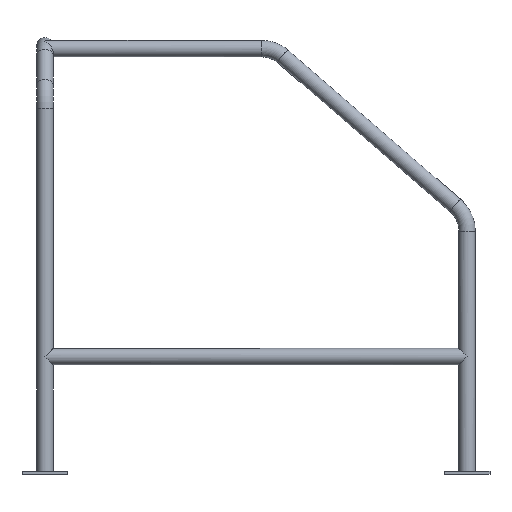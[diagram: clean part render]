
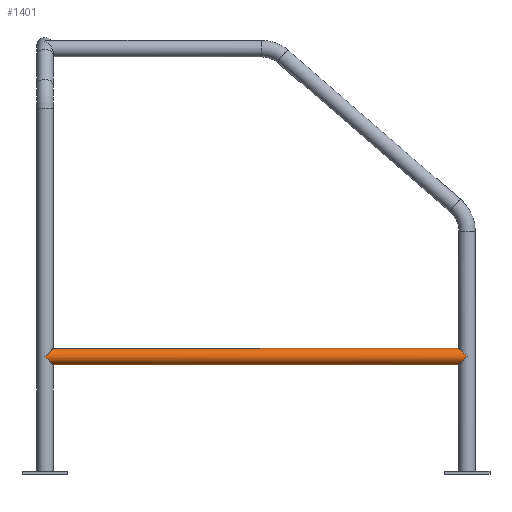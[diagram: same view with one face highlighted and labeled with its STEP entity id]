
A CAD part, left-side view. The second image highlights one B-rep face of the part: STEP entity #1401.
In plain terms, the highlighted cylindrical face has radius 25 mm (diameter 50 mm), a full revolution.
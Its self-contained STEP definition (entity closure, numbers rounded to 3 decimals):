
#76=ELLIPSE('',#1784,35.355,25.);
#77=ELLIPSE('',#1785,35.355,25.);
#78=ELLIPSE('',#1788,35.355,25.);
#79=ELLIPSE('',#1789,35.355,25.);
#80=ELLIPSE('',#1791,35.355,25.);
#81=ELLIPSE('',#1792,35.355,25.);
#169=LINE('',#3100,#217);
#217=VECTOR('',#2197,25.);
#359=CYLINDRICAL_SURFACE('',#1793,25.);
#451=FACE_OUTER_BOUND('',#535,.T.);
#535=EDGE_LOOP('',(#1208,#1209,#1210,#1211,#1212,#1213,#1214,#1215));
#686=VERTEX_POINT('',#2939);
#689=VERTEX_POINT('',#2995);
#690=VERTEX_POINT('',#2997);
#693=VERTEX_POINT('',#3091);
#694=VERTEX_POINT('',#3095);
#695=VERTEX_POINT('',#3096);
#868=EDGE_CURVE('',#690,#689,#76,.T.);
#869=EDGE_CURVE('',#686,#690,#77,.T.);
#874=EDGE_CURVE('',#693,#686,#78,.T.);
#875=EDGE_CURVE('',#689,#693,#79,.T.);
#876=EDGE_CURVE('',#694,#695,#80,.T.);
#877=EDGE_CURVE('',#695,#694,#81,.T.);
#878=EDGE_CURVE('',#694,#693,#169,.T.);
#1208=ORIENTED_EDGE('',*,*,#876,.T.);
#1209=ORIENTED_EDGE('',*,*,#877,.T.);
#1210=ORIENTED_EDGE('',*,*,#878,.T.);
#1211=ORIENTED_EDGE('',*,*,#874,.T.);
#1212=ORIENTED_EDGE('',*,*,#869,.T.);
#1213=ORIENTED_EDGE('',*,*,#868,.T.);
#1214=ORIENTED_EDGE('',*,*,#875,.T.);
#1215=ORIENTED_EDGE('',*,*,#878,.F.);
#1401=ADVANCED_FACE('',(#451),#359,.T.);
#1784=AXIS2_PLACEMENT_3D('',#2998,#2176,#2177);
#1785=AXIS2_PLACEMENT_3D('',#2999,#2178,#2179);
#1788=AXIS2_PLACEMENT_3D('',#3092,#2185,#2186);
#1789=AXIS2_PLACEMENT_3D('',#3093,#2187,#2188);
#1791=AXIS2_PLACEMENT_3D('',#3097,#2191,#2192);
#1792=AXIS2_PLACEMENT_3D('',#3098,#2193,#2194);
#1793=AXIS2_PLACEMENT_3D('',#3099,#2195,#2196);
#2176=DIRECTION('center_axis',(0.,0.707,-0.707));
#2177=DIRECTION('ref_axis',(0.,0.707,0.707));
#2178=DIRECTION('center_axis',(0.,0.707,0.707));
#2179=DIRECTION('ref_axis',(0.,0.707,-0.707));
#2185=DIRECTION('center_axis',(-0.707,0.707,0.));
#2186=DIRECTION('ref_axis',(0.707,0.707,0.));
#2187=DIRECTION('center_axis',(-0.707,0.707,0.));
#2188=DIRECTION('ref_axis',(0.707,0.707,0.));
#2191=DIRECTION('center_axis',(0.,-0.707,
-0.707));
#2192=DIRECTION('ref_axis',(0.,-0.707,0.707));
#2193=DIRECTION('center_axis',(0.,-0.707,
0.707));
#2194=DIRECTION('ref_axis',(0.,-0.707,-0.707));
#2195=DIRECTION('center_axis',(0.,1.,0.));
#2196=DIRECTION('ref_axis',(-1.,0.,0.));
#2197=DIRECTION('',(0.,-1.,0.));
#2939=CARTESIAN_POINT('',(17.678,17.678,-17.678));
#2995=CARTESIAN_POINT('',(17.678,17.678,17.678));
#2997=CARTESIAN_POINT('',(-25.,0.,0.));
#2998=CARTESIAN_POINT('Origin',(0.,0.,0.));
#2999=CARTESIAN_POINT('Origin',(0.,0.,0.));
#3091=CARTESIAN_POINT('',(25.,25.,0.));
#3092=CARTESIAN_POINT('Origin',(0.,0.,0.));
#3093=CARTESIAN_POINT('Origin',(0.,0.,0.));
#3095=CARTESIAN_POINT('',(25.,1290.,0.));
#3096=CARTESIAN_POINT('',(-25.,1290.,0.));
#3097=CARTESIAN_POINT('Origin',(0.,1290.,0.));
#3098=CARTESIAN_POINT('Origin',(0.,1290.,0.));
#3099=CARTESIAN_POINT('Origin',(0.,0.,0.));
#3100=CARTESIAN_POINT('',(25.,0.,0.));
